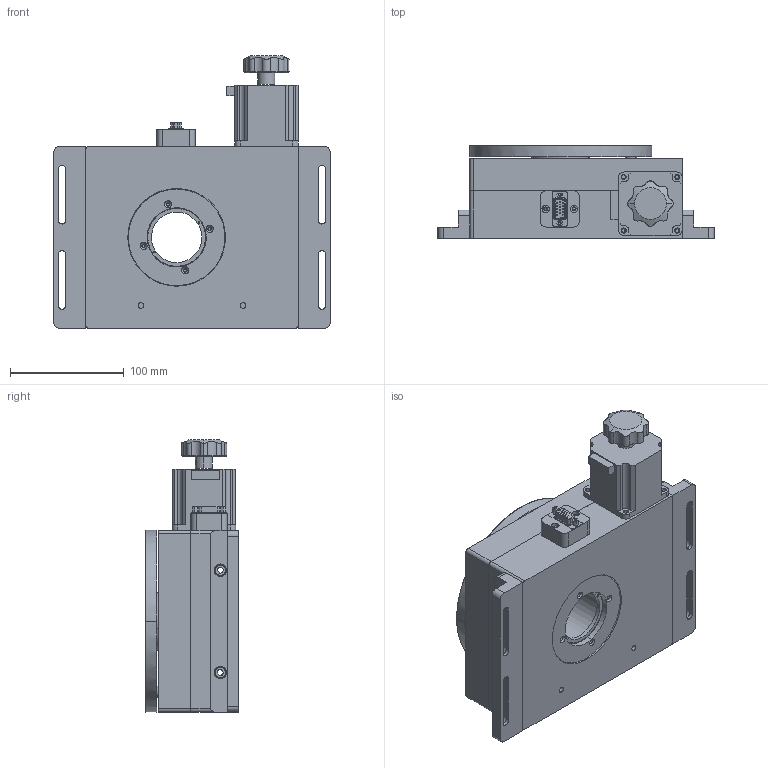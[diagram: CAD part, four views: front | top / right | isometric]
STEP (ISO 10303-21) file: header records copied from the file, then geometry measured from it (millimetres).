
FILE_DESCRIPTION (( 'STEP AP214' ), '1' );
FILE_NAME ('08MRA-3.STEP', '2018-10-09T02:15:19', ( '' ), ( '' ), 'SwSTEP 2.0', 'SolidWorks 2016', '' );
FILE_SCHEMA (( 'AUTOMOTIVE_DESIGN' ));
Length unit declared in the file: millimetre
Products named in the file (1): 08MRA-3
Bounding box: 243 x 82 x 239.8 mm (x, y, z)
Surface area: 245646.7 mm2 (no closed solid volume)
Topology: 0 solids, 139 shells, 1054 faces, 7047 edges, 5776 vertices
Faces by surface type: plane 726, cylinder 239, bspline 32, cone 31, torus 26
Entity records: 102708 total; most frequent: CARTESIAN_POINT 41548, ORIENTED_EDGE 9071, DIRECTION 9026, EDGE_CURVE 7047, VERTEX_POINT 5776, VECTOR 4206, LINE 4206, AXIS2_PLACEMENT_3D 2410
